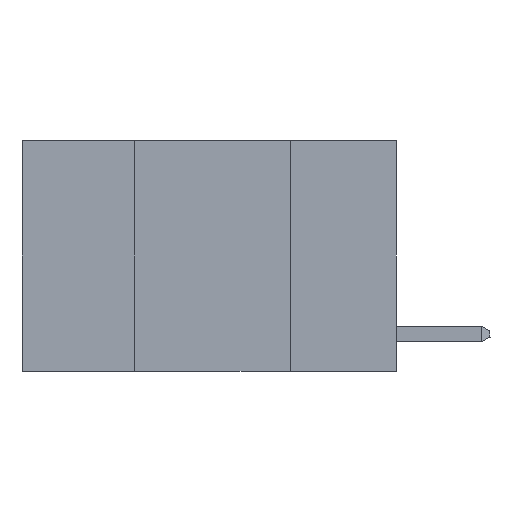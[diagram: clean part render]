
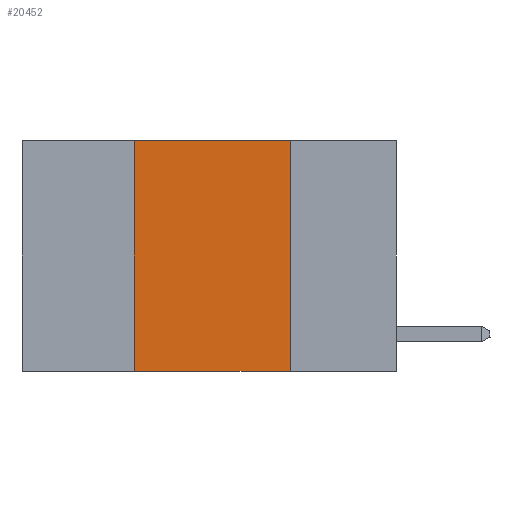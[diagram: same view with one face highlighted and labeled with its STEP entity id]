
A CAD part, left-side view. The second image highlights one B-rep face of the part: STEP entity #20452.
In plain terms, the highlighted planar face has unit normal (-1, 0, 0).
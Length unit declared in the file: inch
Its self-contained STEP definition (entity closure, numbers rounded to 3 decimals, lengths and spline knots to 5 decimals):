
#150 = EDGE_CURVE ( 'NONE', #20334, #12262, #2248, .T. ) ;
#234 = PLANE ( 'NONE',  #3984 ) ;
#341 = CARTESIAN_POINT ( 'NONE',  ( 0., 0.17, 0. ) ) ;
#1741 = VERTEX_POINT ( 'NONE', #341 ) ;
#2095 = DIRECTION ( 'NONE',  ( 1., 0., 0. ) ) ;
#2248 = LINE ( 'NONE', #22405, #16130 ) ;
#3480 = VECTOR ( 'NONE', #4774, 39.37008 ) ;
#3875 = VECTOR ( 'NONE', #20552, 39.37008 ) ;
#3984 = AXIS2_PLACEMENT_3D ( 'NONE', #13045, #2095, #14820 ) ;
#4262 = EDGE_LOOP ( 'NONE', ( #21481, #12326, #6368, #17902 ) ) ;
#4774 = DIRECTION ( 'NONE',  ( 0., -1., 0. ) ) ;
#6066 = LINE ( 'NONE', #12627, #10364 ) ;
#6209 = CARTESIAN_POINT ( 'NONE',  ( 0., 0.17, 0. ) ) ;
#6368 = ORIENTED_EDGE ( 'NONE', *, *, #22322, .F. ) ;
#6413 = FACE_OUTER_BOUND ( 'NONE', #4262, .T. ) ;
#6533 = DIRECTION ( 'NONE',  ( 0., -1., 0. ) ) ;
#9505 = LINE ( 'NONE', #13807, #3480 ) ;
#10189 = VERTEX_POINT ( 'NONE', #15146 ) ;
#10364 = VECTOR ( 'NONE', #10828, 39.37008 ) ;
#10828 = DIRECTION ( 'NONE',  ( 0., 0., 1. ) ) ;
#12262 = VERTEX_POINT ( 'NONE', #21282 ) ;
#12326 = ORIENTED_EDGE ( 'NONE', *, *, #15406, .F. ) ;
#12627 = CARTESIAN_POINT ( 'NONE',  ( 0., 0.42, 0. ) ) ;
#13045 = CARTESIAN_POINT ( 'NONE',  ( 0., 0.6, 0. ) ) ;
#13807 = CARTESIAN_POINT ( 'NONE',  ( 0., 0.6, 0. ) ) ;
#14820 = DIRECTION ( 'NONE',  ( 0., 0., -1. ) ) ;
#15146 = CARTESIAN_POINT ( 'NONE',  ( 0., 0.42, 0. ) ) ;
#15406 = EDGE_CURVE ( 'NONE', #10189, #1741, #9505, .T. ) ;
#16130 = VECTOR ( 'NONE', #6533, 39.37008 ) ;
#17162 = LINE ( 'NONE', #6209, #3875 ) ;
#17902 = ORIENTED_EDGE ( 'NONE', *, *, #150, .T. ) ;
#17911 = CARTESIAN_POINT ( 'NONE',  ( 0., 0.42, -0.37 ) ) ;
#19992 = EDGE_CURVE ( 'NONE', #1741, #12262, #17162, .T. ) ;
#20334 = VERTEX_POINT ( 'NONE', #17911 ) ;
#20452 = ADVANCED_FACE ( 'NONE', ( #6413 ), #234, .F. ) ;
#20552 = DIRECTION ( 'NONE',  ( 0., 0., -1. ) ) ;
#21282 = CARTESIAN_POINT ( 'NONE',  ( 0., 0.17, -0.37 ) ) ;
#21481 = ORIENTED_EDGE ( 'NONE', *, *, #19992, .F. ) ;
#22322 = EDGE_CURVE ( 'NONE', #20334, #10189, #6066, .T. ) ;
#22405 = CARTESIAN_POINT ( 'NONE',  ( 0., 0.6, -0.37 ) ) ;
